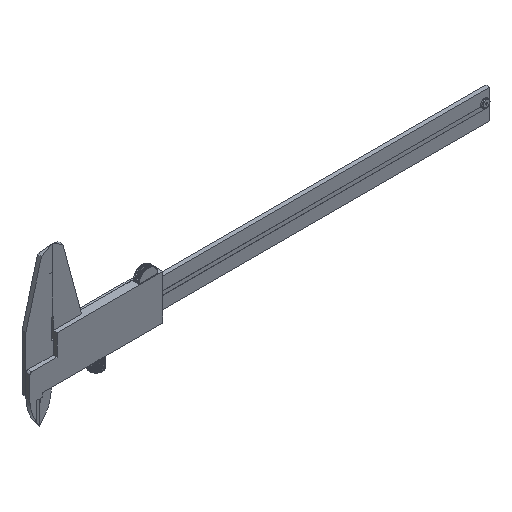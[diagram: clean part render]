
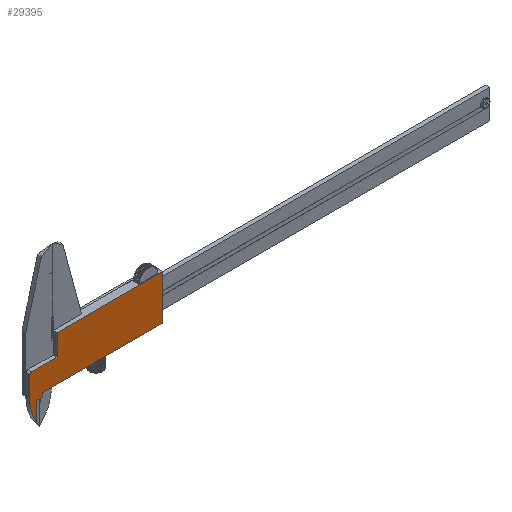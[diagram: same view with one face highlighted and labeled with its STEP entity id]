
A CAD part, isometric view. The second image highlights one B-rep face of the part: STEP entity #29395.
In plain terms, the highlighted planar face has unit normal (0, -1, 0).
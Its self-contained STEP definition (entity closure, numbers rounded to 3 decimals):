
#86 = EDGE_CURVE ( 'NONE', #9127, #5144, #833, .T. ) ;
#155 = LINE ( 'NONE', #12350, #27940 ) ;
#210 = EDGE_CURVE ( 'NONE', #22849, #19948, #25414, .T. ) ;
#833 = LINE ( 'NONE', #22414, #25062 ) ;
#930 = DIRECTION ( 'NONE',  ( 0., 0., 1. ) ) ;
#1085 = VECTOR ( 'NONE', #36205, 1000. ) ;
#1365 = CARTESIAN_POINT ( 'NONE',  ( -13.5, -2., -8. ) ) ;
#2248 = VERTEX_POINT ( 'NONE', #8908 ) ;
#2353 = CARTESIAN_POINT ( 'NONE',  ( -13.5, -2., -19. ) ) ;
#2651 = LINE ( 'NONE', #36390, #1085 ) ;
#3267 = ORIENTED_EDGE ( 'NONE', *, *, #36120, .T. ) ;
#3909 = VERTEX_POINT ( 'NONE', #8188 ) ;
#4096 = ORIENTED_EDGE ( 'NONE', *, *, #86, .F. ) ;
#4732 = CARTESIAN_POINT ( 'NONE',  ( -7., -2., -19. ) ) ;
#4793 = ORIENTED_EDGE ( 'NONE', *, *, #27517, .F. ) ;
#5144 = VERTEX_POINT ( 'NONE', #28138 ) ;
#5854 = CARTESIAN_POINT ( 'NONE',  ( -12.5, -2., -8. ) ) ;
#5969 = DIRECTION ( 'NONE',  ( 0., 0., 1. ) ) ;
#6205 = EDGE_CURVE ( 'NONE', #31300, #26477, #29156, .T. ) ;
#6308 = CARTESIAN_POINT ( 'NONE',  ( -9.964, -2., -35.5 ) ) ;
#6508 = EDGE_CURVE ( 'NONE', #26477, #20640, #37271, .T. ) ;
#8188 = CARTESIAN_POINT ( 'NONE',  ( -9.964, -2., -21. ) ) ;
#8782 = PLANE ( 'NONE',  #15108 ) ;
#8908 = CARTESIAN_POINT ( 'NONE',  ( 0.5, -2., 4. ) ) ;
#9127 = VERTEX_POINT ( 'NONE', #4732 ) ;
#9323 = EDGE_CURVE ( 'NONE', #31300, #3909, #30491, .T. ) ;
#10220 = DIRECTION ( 'NONE',  ( 1., 0., 0. ) ) ;
#11258 = EDGE_CURVE ( 'NONE', #12698, #9127, #27230, .T. ) ;
#11365 = CARTESIAN_POINT ( 'NONE',  ( 7.672, -2., -18.826 ) ) ;
#11827 = ORIENTED_EDGE ( 'NONE', *, *, #6508, .F. ) ;
#12350 = CARTESIAN_POINT ( 'NONE',  ( 7.672, -2., -21. ) ) ;
#12698 = VERTEX_POINT ( 'NONE', #26406 ) ;
#13126 = ORIENTED_EDGE ( 'NONE', *, *, #9323, .T. ) ;
#13182 = DIRECTION ( 'NONE',  ( 0., 0., -1. ) ) ;
#14860 = DIRECTION ( 'NONE',  ( -1., 0., 0. ) ) ;
#14977 = EDGE_CURVE ( 'NONE', #2248, #15737, #2651, .T. ) ;
#15108 = AXIS2_PLACEMENT_3D ( 'NONE', #15176, #39522, #5969 ) ;
#15169 = VECTOR ( 'NONE', #13182, 1000. ) ;
#15176 = CARTESIAN_POINT ( 'NONE',  ( 7.672, -2., -18.826 ) ) ;
#15631 = VECTOR ( 'NONE', #14860, 1000. ) ;
#15737 = VERTEX_POINT ( 'NONE', #27120 ) ;
#15860 = EDGE_LOOP ( 'NONE', ( #16042, #3267, #11827, #24870, #13126, #26523, #4096, #21228, #4793, #30976, #27826 ) ) ;
#16042 = ORIENTED_EDGE ( 'NONE', *, *, #210, .F. ) ;
#17877 = CARTESIAN_POINT ( 'NONE',  ( -9.964, -2., -30.542 ) ) ;
#18061 = EDGE_CURVE ( 'NONE', #2248, #19948, #19577, .T. ) ;
#18441 = DIRECTION ( 'NONE',  ( 0., 0., 1. ) ) ;
#18727 = AXIS2_PLACEMENT_3D ( 'NONE', #5854, #22370, #18441 ) ;
#19024 = DIRECTION ( 'NONE',  ( 0., 0., -1. ) ) ;
#19577 = LINE ( 'NONE', #28560, #15169 ) ;
#19948 = VERTEX_POINT ( 'NONE', #35446 ) ;
#20142 = CARTESIAN_POINT ( 'NONE',  ( 55., -2., 4. ) ) ;
#20640 = VERTEX_POINT ( 'NONE', #1365 ) ;
#21228 = ORIENTED_EDGE ( 'NONE', *, *, #11258, .F. ) ;
#22370 = DIRECTION ( 'NONE',  ( 0., -1., 0. ) ) ;
#22414 = CARTESIAN_POINT ( 'NONE',  ( -7., -2., -19. ) ) ;
#22849 = VERTEX_POINT ( 'NONE', #34462 ) ;
#23135 = LINE ( 'NONE', #20142, #39424 ) ;
#23344 = DIRECTION ( 'NONE',  ( 0., 0., 1. ) ) ;
#23553 = DIRECTION ( 'NONE',  ( 0., 1., 0. ) ) ;
#24536 = DIRECTION ( 'NONE',  ( -1., 0., 0. ) ) ;
#24637 = VECTOR ( 'NONE', #930, 1000. ) ;
#24870 = ORIENTED_EDGE ( 'NONE', *, *, #6205, .F. ) ;
#25062 = VECTOR ( 'NONE', #19024, 1000. ) ;
#25414 = LINE ( 'NONE', #37584, #35922 ) ;
#26406 = CARTESIAN_POINT ( 'NONE',  ( 55., -2., -19. ) ) ;
#26477 = VERTEX_POINT ( 'NONE', #2353 ) ;
#26523 = ORIENTED_EDGE ( 'NONE', *, *, #31642, .F. ) ;
#27120 = CARTESIAN_POINT ( 'NONE',  ( 55., -2., 4. ) ) ;
#27230 = LINE ( 'NONE', #32804, #15631 ) ;
#27517 = EDGE_CURVE ( 'NONE', #15737, #12698, #23135, .T. ) ;
#27826 = ORIENTED_EDGE ( 'NONE', *, *, #18061, .T. ) ;
#27940 = VECTOR ( 'NONE', #24536, 1000. ) ;
#28138 = CARTESIAN_POINT ( 'NONE',  ( -7., -2., -21. ) ) ;
#28560 = CARTESIAN_POINT ( 'NONE',  ( 0.5, -2., 10. ) ) ;
#29156 = CIRCLE ( 'NONE', #38258, 21.173 ) ;
#29395 = ADVANCED_FACE ( 'NONE', ( #30336 ), #8782, .F. ) ;
#29443 = VECTOR ( 'NONE', #31069, 1000. ) ;
#30298 = DIRECTION ( 'NONE',  ( 0., 0., -1. ) ) ;
#30336 = FACE_OUTER_BOUND ( 'NONE', #15860, .T. ) ;
#30491 = LINE ( 'NONE', #6308, #29443 ) ;
#30976 = ORIENTED_EDGE ( 'NONE', *, *, #14977, .F. ) ;
#31069 = DIRECTION ( 'NONE',  ( 0., 0., 1. ) ) ;
#31290 = CARTESIAN_POINT ( 'NONE',  ( -13.5, -2., -19. ) ) ;
#31300 = VERTEX_POINT ( 'NONE', #17877 ) ;
#31642 = EDGE_CURVE ( 'NONE', #5144, #3909, #155, .T. ) ;
#32804 = CARTESIAN_POINT ( 'NONE',  ( 55., -2., -19. ) ) ;
#34462 = CARTESIAN_POINT ( 'NONE',  ( -12.5, -2., -7. ) ) ;
#35446 = CARTESIAN_POINT ( 'NONE',  ( 0.5, -2., -7. ) ) ;
#35922 = VECTOR ( 'NONE', #10220, 1000. ) ;
#36120 = EDGE_CURVE ( 'NONE', #22849, #20640, #37184, .T. ) ;
#36205 = DIRECTION ( 'NONE',  ( 1., 0., 0. ) ) ;
#36390 = CARTESIAN_POINT ( 'NONE',  ( 15.108, -2., 4. ) ) ;
#37184 = CIRCLE ( 'NONE', #18727, 1. ) ;
#37271 = LINE ( 'NONE', #31290, #24637 ) ;
#37584 = CARTESIAN_POINT ( 'NONE',  ( -13.5, -2., -7. ) ) ;
#38258 = AXIS2_PLACEMENT_3D ( 'NONE', #11365, #23553, #23344 ) ;
#39424 = VECTOR ( 'NONE', #30298, 1000. ) ;
#39522 = DIRECTION ( 'NONE',  ( 0., 1., 0. ) ) ;
